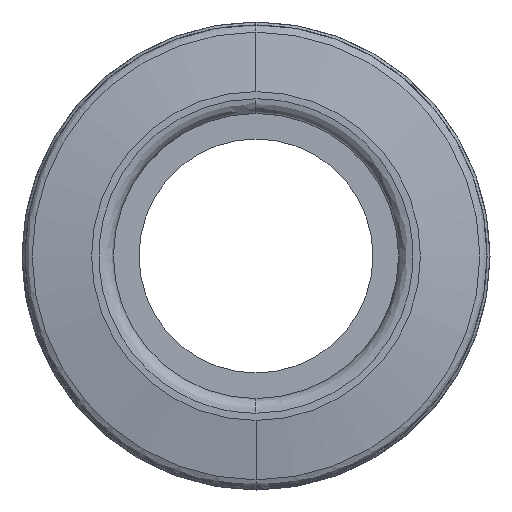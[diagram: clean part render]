
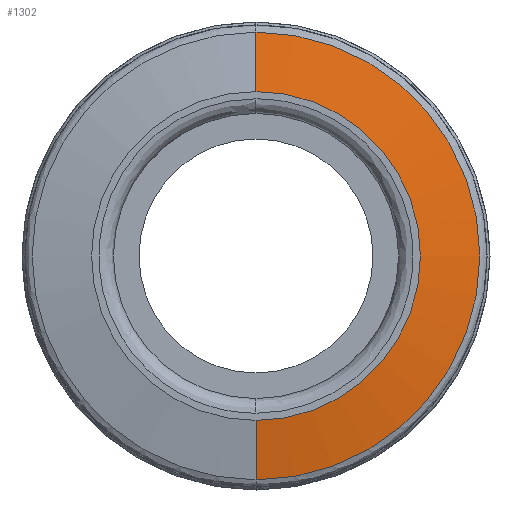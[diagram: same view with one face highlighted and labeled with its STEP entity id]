
A CAD part, front view. The second image highlights one B-rep face of the part: STEP entity #1302.
In plain terms, the highlighted conical face has half-angle 80 degrees and reference radius 7.652 mm.
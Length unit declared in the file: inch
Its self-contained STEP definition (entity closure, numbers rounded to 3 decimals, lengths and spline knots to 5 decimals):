
#5 = CARTESIAN_POINT ( 'NONE',  ( 0., 0., 0. ) ) ;
#72 = FACE_OUTER_BOUND ( 'NONE', #2211, .T. ) ;
#81 = VERTEX_POINT ( 'NONE', #2105 ) ;
#95 = CIRCLE ( 'NONE', #417, 0.22133 ) ;
#229 = EDGE_CURVE ( 'NONE', #775, #2023, #1459, .T. ) ;
#364 = CARTESIAN_POINT ( 'NONE',  ( 0., 0., -0.22133 ) ) ;
#374 = DIRECTION ( 'NONE',  ( 0., -1., 0. ) ) ;
#388 = CARTESIAN_POINT ( 'NONE',  ( 0., 0.01409, 0. ) ) ;
#407 = DIRECTION ( 'NONE',  ( 0., 1., 0. ) ) ;
#417 = AXIS2_PLACEMENT_3D ( 'NONE', #5, #1887, #2239 ) ;
#568 = VECTOR ( 'NONE', #713, 39.37008 ) ;
#628 = CARTESIAN_POINT ( 'NONE',  ( 0., 0.01409, -0.30126 ) ) ;
#646 = AXIS2_PLACEMENT_3D ( 'NONE', #388, #374, #1342 ) ;
#687 = CIRCLE ( 'NONE', #646, 0.30126 ) ;
#703 = LINE ( 'NONE', #2377, #854 ) ;
#713 = DIRECTION ( 'NONE',  ( 0., 0.174, -0.985 ) ) ;
#775 = VERTEX_POINT ( 'NONE', #364 ) ;
#807 = ORIENTED_EDGE ( 'NONE', *, *, #1851, .F. ) ;
#833 = EDGE_CURVE ( 'NONE', #2023, #81, #687, .T. ) ;
#854 = VECTOR ( 'NONE', #1461, 39.37008 ) ;
#876 = EDGE_CURVE ( 'NONE', #775, #1394, #95, .T. ) ;
#1201 = ORIENTED_EDGE ( 'NONE', *, *, #229, .T. ) ;
#1302 = ADVANCED_FACE ( 'NONE', ( #72 ), #1602, .T. ) ;
#1342 = DIRECTION ( 'NONE',  ( -1., 0., 0. ) ) ;
#1394 = VERTEX_POINT ( 'NONE', #2006 ) ;
#1459 = LINE ( 'NONE', #1997, #568 ) ;
#1461 = DIRECTION ( 'NONE',  ( 0., 0.174, 0.985 ) ) ;
#1565 = ORIENTED_EDGE ( 'NONE', *, *, #876, .F. ) ;
#1602 = CONICAL_SURFACE ( 'NONE', #2069, 0.30126, 1.396 ) ;
#1739 = DIRECTION ( 'NONE',  ( 0., 0., 1. ) ) ;
#1851 = EDGE_CURVE ( 'NONE', #1394, #81, #703, .T. ) ;
#1887 = DIRECTION ( 'NONE',  ( 0., -1., 0. ) ) ;
#1997 = CARTESIAN_POINT ( 'NONE',  ( 0., 0.01409, -0.30126 ) ) ;
#2006 = CARTESIAN_POINT ( 'NONE',  ( 0., 0., 0.22133 ) ) ;
#2023 = VERTEX_POINT ( 'NONE', #628 ) ;
#2069 = AXIS2_PLACEMENT_3D ( 'NONE', #2302, #407, #1739 ) ;
#2090 = ORIENTED_EDGE ( 'NONE', *, *, #833, .T. ) ;
#2105 = CARTESIAN_POINT ( 'NONE',  ( 0., 0.01409, 0.30126 ) ) ;
#2211 = EDGE_LOOP ( 'NONE', ( #1565, #1201, #2090, #807 ) ) ;
#2239 = DIRECTION ( 'NONE',  ( 0., 0., 1. ) ) ;
#2302 = CARTESIAN_POINT ( 'NONE',  ( 0., 0.01409, 0. ) ) ;
#2377 = CARTESIAN_POINT ( 'NONE',  ( 0., 0.01409, 0.30126 ) ) ;
